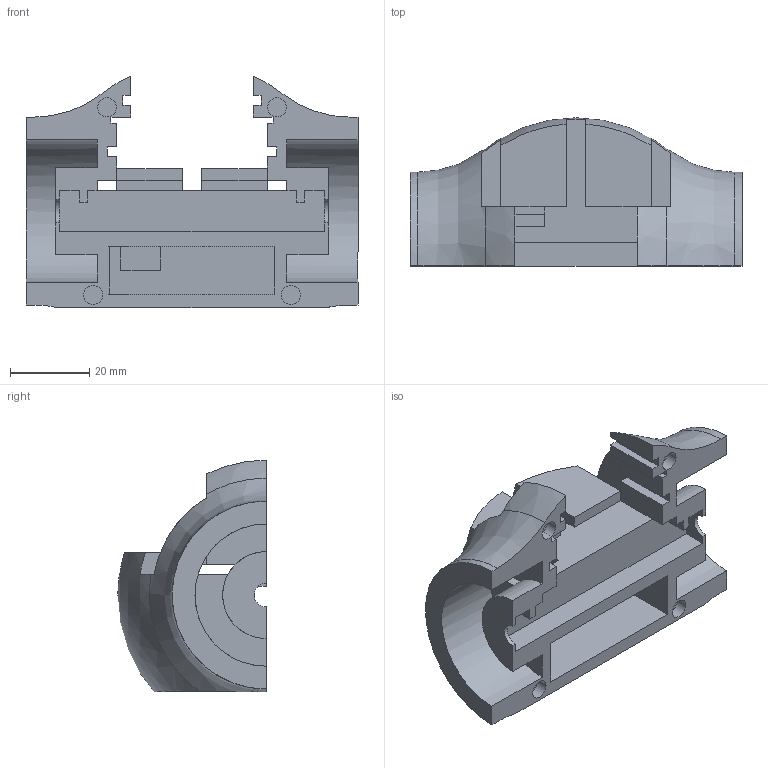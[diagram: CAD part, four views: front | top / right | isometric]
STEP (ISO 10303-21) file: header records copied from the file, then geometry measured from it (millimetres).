
FILE_DESCRIPTION(/* description */ (''),/* implementation_level */ '2;1');
FILE_NAME(/* name */ 'back moter middle lemon printing.stp',/* time_stamp */ '2022-12-01T00:48:25+09:00',/* author */ ('ellie'),/* organization */ (''),/* preprocessor_version */ 'ST-DEVELOPER v19',/* originating_system */ 'Autodesk Inventor 2023',/* authorisation */ '');
FILE_SCHEMA (('AUTOMOTIVE_DESIGN { 1 0 10303 214 3 1 1 }'));
Length unit declared in the file: millimetre
Products named in the file (1): back moter middle lemon printing
Bounding box: 84 x 37.5 x 58.65 mm (x, y, z)
Volume: 62131.1 mm3; surface area: 20475.4 mm2
Topology: 1 solids, 1 shells, 110 faces, 310 edges, 203 vertices
Faces by surface type: plane 90, cylinder 15, sphere 3, bspline 2
Full cylindrical faces by diameter (mm): 3.3 x1, 4.8 x6
Entity records: 3821 total; most frequent: CARTESIAN_POINT 871, ORIENTED_EDGE 618, DIRECTION 563, EDGE_CURVE 309, LINE 237, VECTOR 237, VERTEX_POINT 200, AXIS2_PLACEMENT_3D 163
